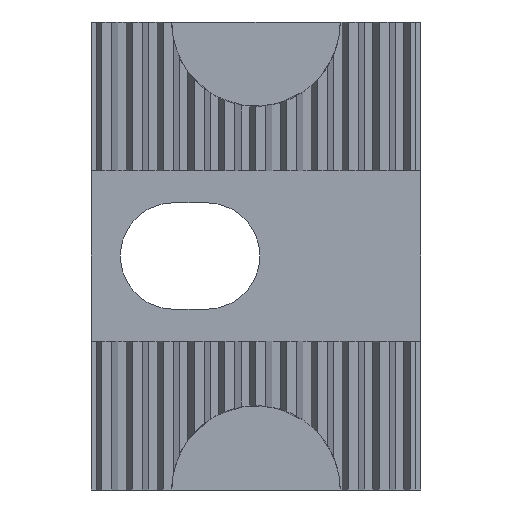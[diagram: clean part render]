
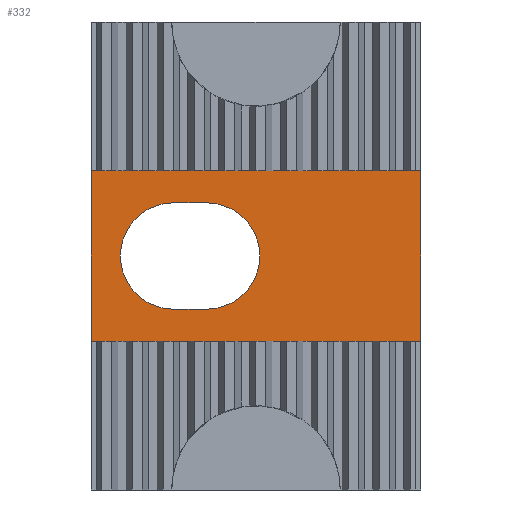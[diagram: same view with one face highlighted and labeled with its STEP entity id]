
A CAD part, front view. The second image highlights one B-rep face of the part: STEP entity #332.
In plain terms, the highlighted planar face has unit normal (0, -1, 0).
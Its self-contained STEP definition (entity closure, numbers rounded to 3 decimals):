
#332=ADVANCED_FACE('',(#671,#672),#673,.T.);
#671=FACE_BOUND('',#1016,.T.);
#672=FACE_OUTER_BOUND('',#1017,.T.);
#673=PLANE('',#1018);
#1016=EDGE_LOOP('',(#2037,#2038,#2039,#2040,#2041,#2042));
#1017=EDGE_LOOP('',(#2043,#2044,#2045,#2046));
#1018=AXIS2_PLACEMENT_3D('',#2047,#2048,#2049);
#2037=ORIENTED_EDGE('',*,*,#2170,.T.);
#2038=ORIENTED_EDGE('',*,*,#2570,.T.);
#2039=ORIENTED_EDGE('',*,*,#2572,.T.);
#2040=ORIENTED_EDGE('',*,*,#2561,.T.);
#2041=ORIENTED_EDGE('',*,*,#2177,.T.);
#2042=ORIENTED_EDGE('',*,*,#2565,.T.);
#2043=ORIENTED_EDGE('',*,*,#2583,.F.);
#2044=ORIENTED_EDGE('',*,*,#2391,.T.);
#2045=ORIENTED_EDGE('',*,*,#2584,.F.);
#2046=ORIENTED_EDGE('',*,*,#2579,.T.);
#2047=CARTESIAN_POINT('',(15.5,2.56,0.0));
#2048=DIRECTION('',(0.0,-1.0,0.0));
#2049=DIRECTION('',(0.0,0.0,-1.0));
#2170=EDGE_CURVE('',#2614,#2611,#2615,.T.);
#2177=EDGE_CURVE('',#2621,#2625,#2627,.T.);
#2391=EDGE_CURVE('',#2987,#2985,#2988,.T.);
#2561=EDGE_CURVE('',#3213,#2621,#3214,.T.);
#2565=EDGE_CURVE('',#2625,#2614,#3219,.T.);
#2570=EDGE_CURVE('',#2611,#3224,#3226,.T.);
#2572=EDGE_CURVE('',#3224,#3213,#3228,.T.);
#2579=EDGE_CURVE('',#3239,#3237,#3240,.T.);
#2583=EDGE_CURVE('',#2987,#3237,#3245,.T.);
#2584=EDGE_CURVE('',#3239,#2985,#3246,.T.);
#2611=VERTEX_POINT('',#3273);
#2614=VERTEX_POINT('',#3277);
#2615=CIRCLE('',#3278,5.0);
#2621=VERTEX_POINT('',#3285);
#2625=VERTEX_POINT('',#3290);
#2627=CIRCLE('',#3293,5.0);
#2985=VERTEX_POINT('',#3780);
#2987=VERTEX_POINT('',#3783);
#2988=LINE('',#3784,#3785);
#3213=VERTEX_POINT('',#4122);
#3214=CIRCLE('',#4123,5.0);
#3219=LINE('',#4129,#4130);
#3224=VERTEX_POINT('',#4136);
#3226=CIRCLE('',#4139,5.0);
#3228=LINE('',#4141,#4142);
#3237=VERTEX_POINT('',#4155);
#3239=VERTEX_POINT('',#4158);
#3240=LINE('',#4159,#4160);
#3245=LINE('',#4167,#4168);
#3246=LINE('',#4169,#4170);
#3273=CARTESIAN_POINT('',(2.75,2.56,0.));
#3277=CARTESIAN_POINT('',(7.75,2.56,-5.0));
#3278=AXIS2_PLACEMENT_3D('',#4209,#4210,#4211);
#3285=CARTESIAN_POINT('',(15.85,2.56,0.));
#3290=CARTESIAN_POINT('',(10.85,2.56,-5.0));
#3293=AXIS2_PLACEMENT_3D('',#4221,#4222,#4223);
#3780=CARTESIAN_POINT('',(0.0,2.56,8.0));
#3783=CARTESIAN_POINT('',(31.0,2.56,8.0));
#3784=CARTESIAN_POINT('',(15.5,2.56,8.0));
#3785=VECTOR('',#4498,1.0);
#4122=CARTESIAN_POINT('',(10.85,2.56,5.0));
#4123=AXIS2_PLACEMENT_3D('',#4611,#4612,#4613);
#4129=CARTESIAN_POINT('',(12.4,2.56,-5.0));
#4130=VECTOR('',#4618,1.0);
#4136=CARTESIAN_POINT('',(7.75,2.56,5.0));
#4139=AXIS2_PLACEMENT_3D('',#4624,#4625,#4626);
#4141=CARTESIAN_POINT('',(12.4,2.56,5.0));
#4142=VECTOR('',#4627,1.0);
#4155=CARTESIAN_POINT('',(31.0,2.56,-8.0));
#4158=CARTESIAN_POINT('',(0.0,2.56,-8.0));
#4159=CARTESIAN_POINT('',(15.5,2.56,-8.0));
#4160=VECTOR('',#4633,1.0);
#4167=CARTESIAN_POINT('',(31.0,2.56,0.0));
#4168=VECTOR('',#4636,1.0);
#4169=CARTESIAN_POINT('',(0.0,2.56,0.0));
#4170=VECTOR('',#4637,1.0);
#4209=CARTESIAN_POINT('',(7.75,2.56,0.));
#4210=DIRECTION('',(-0.0,1.0,0.0));
#4211=DIRECTION('',(1.0,0.0,0.0));
#4221=CARTESIAN_POINT('',(10.85,2.56,0.));
#4222=DIRECTION('',(-0.0,1.0,0.0));
#4223=DIRECTION('',(1.0,0.0,0.0));
#4498=DIRECTION('',(-1.0,0.0,0.0));
#4611=CARTESIAN_POINT('',(10.85,2.56,0.));
#4612=DIRECTION('',(-0.0,1.0,0.0));
#4613=DIRECTION('',(1.0,0.0,0.0));
#4618=DIRECTION('',(-1.0,-0.0,-0.0));
#4624=CARTESIAN_POINT('',(7.75,2.56,0.));
#4625=DIRECTION('',(-0.0,1.0,0.0));
#4626=DIRECTION('',(1.0,0.0,0.0));
#4627=DIRECTION('',(1.0,0.0,0.0));
#4633=DIRECTION('',(1.0,0.0,0.0));
#4636=DIRECTION('',(-0.0,-0.0,-1.0));
#4637=DIRECTION('',(-0.0,0.0,1.0));
